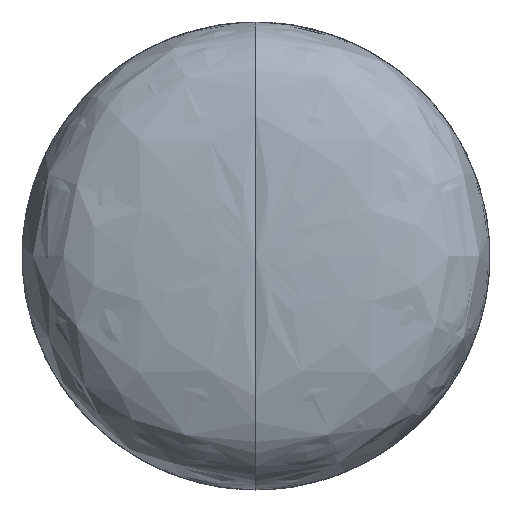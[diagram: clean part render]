
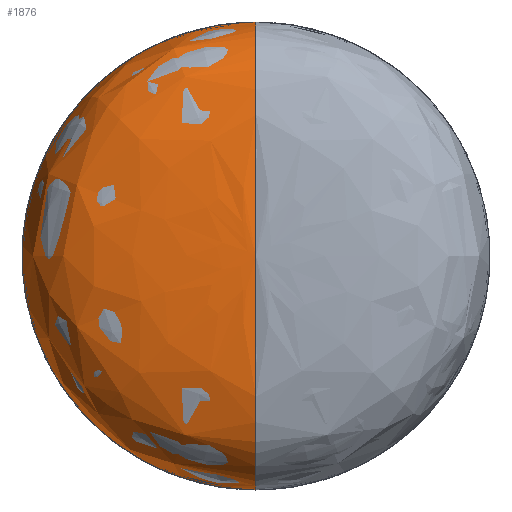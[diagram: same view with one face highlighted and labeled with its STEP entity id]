
A CAD part, top view. The second image highlights one B-rep face of the part: STEP entity #1876.
In plain terms, the highlighted free-form (B-spline) face has degree [2, 2] with [4, 5] control points.
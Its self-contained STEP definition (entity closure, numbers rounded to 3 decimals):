
#173=(
BOUNDED_SURFACE()
B_SPLINE_SURFACE(2,2,((#7533,#7534,#7535,#7536,#7537),(#7538,#7539,#7540,
#7541,#7542),(#7543,#7544,#7545,#7546,#7547),(#7548,#7549,#7550,#7551,#7552)),
 .UNSPECIFIED.,.F.,.F.,.F.)
B_SPLINE_SURFACE_WITH_KNOTS((3,1,3),(3,2,3),(0.,96.558,190.852),
(0.,247.376,494.753),.UNSPECIFIED.)
GEOMETRIC_REPRESENTATION_ITEM()
RATIONAL_B_SPLINE_SURFACE(((1.,0.707,1.,0.707,1.),
(1.,0.707,1.,0.707,1.),(1.,0.707,1.,
0.707,1.),(1.,0.707,1.,0.707,1.)))
REPRESENTATION_ITEM('')
SURFACE()
);
#1876=ADVANCED_FACE('',(#2036),#173,.T.);
#2036=FACE_OUTER_BOUND('',#2205,.T.);
#2205=EDGE_LOOP('',(#2623,#2624,#2625));
#2623=ORIENTED_EDGE('',*,*,#3153,.T.);
#2624=ORIENTED_EDGE('',*,*,#3156,.F.);
#2625=ORIENTED_EDGE('',*,*,#3155,.F.);
#3153=EDGE_CURVE('',#3882,#3883,#3723,.T.);
#3155=EDGE_CURVE('',#3882,#3884,#3724,.T.);
#3156=EDGE_CURVE('',#3884,#3883,#3528,.T.);
#3528=(
BOUNDED_CURVE()
B_SPLINE_CURVE(2,(#7589,#7590,#7591,#7592,#7593),.UNSPECIFIED.,.F.,.F.)
B_SPLINE_CURVE_WITH_KNOTS((3,2,3),(-494.753,-247.376,
0.),.UNSPECIFIED.)
CURVE()
GEOMETRIC_REPRESENTATION_ITEM()
RATIONAL_B_SPLINE_CURVE((1.,0.707,1.,0.707,1.))
REPRESENTATION_ITEM('')
);
#3723=B_SPLINE_CURVE_WITH_KNOTS('',2,(#7576,#7577,#7578,#7579),
 .UNSPECIFIED.,.F.,.F.,(3,1,3),(0.,96.558,190.852),
 .UNSPECIFIED.);
#3724=B_SPLINE_CURVE_WITH_KNOTS('',2,(#7585,#7586,#7587,#7588),
 .UNSPECIFIED.,.F.,.F.,(3,1,3),(0.,96.558,190.852),
 .UNSPECIFIED.);
#3882=VERTEX_POINT('',#7573);
#3883=VERTEX_POINT('',#7574);
#3884=VERTEX_POINT('',#7575);
#7533=CARTESIAN_POINT('',(0.,0.,449.02));
#7534=CARTESIAN_POINT('',(0.,0.,449.02));
#7535=CARTESIAN_POINT('',(0.,0.,449.02));
#7536=CARTESIAN_POINT('',(0.,0.,449.02));
#7537=CARTESIAN_POINT('',(0.,0.,449.02));
#7538=CARTESIAN_POINT('',(0.,101.902,449.02));
#7539=CARTESIAN_POINT('',(-101.902,101.902,449.02));
#7540=CARTESIAN_POINT('',(-101.902,0.,449.02));
#7541=CARTESIAN_POINT('',(-101.902,-101.902,449.02));
#7542=CARTESIAN_POINT('',(0.,-101.902,449.02));
#7543=CARTESIAN_POINT('',(0.,156.848,414.234));
#7544=CARTESIAN_POINT('',(-156.848,156.848,414.234));
#7545=CARTESIAN_POINT('',(-156.848,0.,414.234));
#7546=CARTESIAN_POINT('',(-156.848,-156.848,414.234));
#7547=CARTESIAN_POINT('',(0.,-156.848,414.234));
#7548=CARTESIAN_POINT('',(0.,157.485,382.55));
#7549=CARTESIAN_POINT('',(-157.485,157.485,382.55));
#7550=CARTESIAN_POINT('',(-157.485,0.,382.55));
#7551=CARTESIAN_POINT('',(-157.485,-157.485,382.55));
#7552=CARTESIAN_POINT('',(0.,-157.485,382.55));
#7573=CARTESIAN_POINT('',(0.,0.,449.02));
#7574=CARTESIAN_POINT('',(0.,157.485,382.55));
#7575=CARTESIAN_POINT('',(0.,-157.485,382.55));
#7576=CARTESIAN_POINT('',(0.,0.,449.02));
#7577=CARTESIAN_POINT('',(0.,101.902,449.02));
#7578=CARTESIAN_POINT('',(0.,156.848,414.234));
#7579=CARTESIAN_POINT('',(0.,157.485,382.55));
#7585=CARTESIAN_POINT('',(0.,0.,449.02));
#7586=CARTESIAN_POINT('',(0.,-101.902,449.02));
#7587=CARTESIAN_POINT('',(0.,-156.848,414.234));
#7588=CARTESIAN_POINT('',(0.,-157.485,382.55));
#7589=CARTESIAN_POINT('',(0.,-157.485,382.55));
#7590=CARTESIAN_POINT('',(-157.485,-157.485,382.55));
#7591=CARTESIAN_POINT('',(-157.485,0.,382.55));
#7592=CARTESIAN_POINT('',(-157.485,157.485,382.55));
#7593=CARTESIAN_POINT('',(0.,157.485,382.55));
